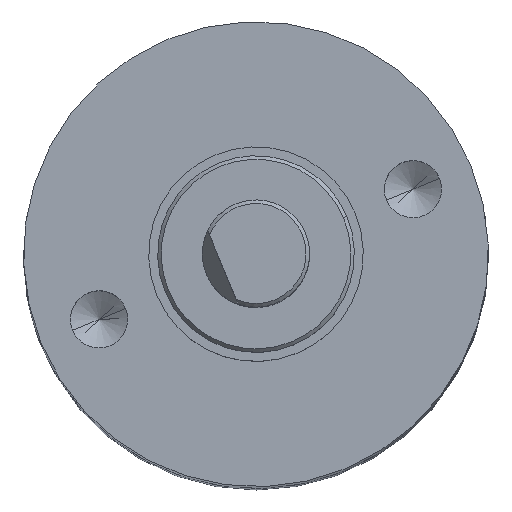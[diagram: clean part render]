
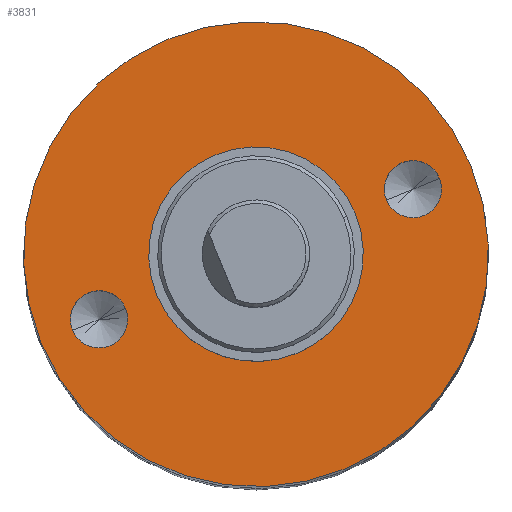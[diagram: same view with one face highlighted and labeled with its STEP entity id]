
A CAD part, top view. The second image highlights one B-rep face of the part: STEP entity #3831.
In plain terms, the highlighted face is planar.
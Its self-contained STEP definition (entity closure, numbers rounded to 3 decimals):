
#69 = AXIS2_PLACEMENT_3D ( 'NONE', #4189, #1639, #4603 ) ;
#91 = EDGE_CURVE ( 'NONE', #5349, #4509, #4675, .T. ) ;
#104 = FACE_BOUND ( 'NONE', #2239, .T. ) ;
#173 = VERTEX_POINT ( 'NONE', #3607 ) ;
#243 = EDGE_LOOP ( 'NONE', ( #5164, #2049 ) ) ;
#247 = FACE_BOUND ( 'NONE', #3983, .T. ) ;
#552 = AXIS2_PLACEMENT_3D ( 'NONE', #3617, #1075, #4033 ) ;
#589 = DIRECTION ( 'NONE',  ( 0., 0., 1. ) ) ;
#629 = DIRECTION ( 'NONE',  ( 0., 0., -1. ) ) ;
#706 = CIRCLE ( 'NONE', #552, 0.8 ) ;
#726 = EDGE_CURVE ( 'NONE', #173, #2456, #3039, .T. ) ;
#753 = CARTESIAN_POINT ( 'NONE',  ( 5.55, 0., 0. ) ) ;
#786 = ORIENTED_EDGE ( 'NONE', *, *, #2174, .F. ) ;
#828 = AXIS2_PLACEMENT_3D ( 'NONE', #3197, #629, #3614 ) ;
#837 = ORIENTED_EDGE ( 'NONE', *, *, #91, .T. ) ;
#1075 = DIRECTION ( 'NONE',  ( 0., 0., -1. ) ) ;
#1084 = CARTESIAN_POINT ( 'NONE',  ( -5.55, 0., 0. ) ) ;
#1148 = CARTESIAN_POINT ( 'NONE',  ( -4.75, 0., 0. ) ) ;
#1218 = AXIS2_PLACEMENT_3D ( 'NONE', #1148, #4123, #1582 ) ;
#1251 = FACE_OUTER_BOUND ( 'NONE', #243, .T. ) ;
#1282 = CIRCLE ( 'NONE', #828, 0.8 ) ;
#1289 = DIRECTION ( 'NONE',  ( 0., 0., 1. ) ) ;
#1397 = EDGE_CURVE ( 'NONE', #3800, #3175, #3353, .T. ) ;
#1438 = DIRECTION ( 'NONE',  ( 0., 0., 1. ) ) ;
#1582 = DIRECTION ( 'NONE',  ( -1., 0., 0. ) ) ;
#1639 = DIRECTION ( 'NONE',  ( 0., 0., -1. ) ) ;
#1709 = EDGE_CURVE ( 'NONE', #3175, #3800, #1282, .T. ) ;
#1748 = AXIS2_PLACEMENT_3D ( 'NONE', #3145, #589, #3564 ) ;
#1988 = CIRCLE ( 'NONE', #2808, 6.5 ) ;
#2049 = ORIENTED_EDGE ( 'NONE', *, *, #3357, .F. ) ;
#2141 = CARTESIAN_POINT ( 'NONE',  ( 0., 0., 0. ) ) ;
#2174 = EDGE_CURVE ( 'NONE', #4562, #4029, #3747, .T. ) ;
#2239 = EDGE_LOOP ( 'NONE', ( #786, #2650 ) ) ;
#2391 = FACE_BOUND ( 'NONE', #2537, .T. ) ;
#2456 = VERTEX_POINT ( 'NONE', #2710 ) ;
#2496 = DIRECTION ( 'NONE',  ( 0., 0., 1. ) ) ;
#2537 = EDGE_LOOP ( 'NONE', ( #837, #5434 ) ) ;
#2576 = DIRECTION ( 'NONE',  ( 1., 0., 0. ) ) ;
#2650 = ORIENTED_EDGE ( 'NONE', *, *, #4520, .F. ) ;
#2694 = AXIS2_PLACEMENT_3D ( 'NONE', #3842, #1289, #4257 ) ;
#2710 = CARTESIAN_POINT ( 'NONE',  ( 6.5, 0., 0. ) ) ;
#2808 = AXIS2_PLACEMENT_3D ( 'NONE', #2141, #5100, #2576 ) ;
#2912 = PLANE ( 'NONE',  #4565 ) ;
#2948 = EDGE_CURVE ( 'NONE', #4509, #5349, #4892, .T. ) ;
#3039 = CIRCLE ( 'NONE', #2694, 6.5 ) ;
#3145 = CARTESIAN_POINT ( 'NONE',  ( 0., 0., 0. ) ) ;
#3175 = VERTEX_POINT ( 'NONE', #4972 ) ;
#3197 = CARTESIAN_POINT ( 'NONE',  ( 4.75, 0., 0. ) ) ;
#3353 = CIRCLE ( 'NONE', #69, 0.8 ) ;
#3357 = EDGE_CURVE ( 'NONE', #2456, #173, #1988, .T. ) ;
#3564 = DIRECTION ( 'NONE',  ( 1., 0., 0. ) ) ;
#3607 = CARTESIAN_POINT ( 'NONE',  ( -6.5, 0., 0. ) ) ;
#3614 = DIRECTION ( 'NONE',  ( -1., 0., 0. ) ) ;
#3617 = CARTESIAN_POINT ( 'NONE',  ( -4.75, 0., 0. ) ) ;
#3726 = CARTESIAN_POINT ( 'NONE',  ( 3., 0., 0. ) ) ;
#3747 = CIRCLE ( 'NONE', #1218, 0.8 ) ;
#3791 = ORIENTED_EDGE ( 'NONE', *, *, #1397, .F. ) ;
#3800 = VERTEX_POINT ( 'NONE', #753 ) ;
#3831 = ADVANCED_FACE ( 'NONE', ( #247, #104, #2391, #1251 ), #2912, .F. ) ;
#3842 = CARTESIAN_POINT ( 'NONE',  ( 0., 0., 0. ) ) ;
#3983 = EDGE_LOOP ( 'NONE', ( #3989, #3791 ) ) ;
#3987 = CARTESIAN_POINT ( 'NONE',  ( 0., 0., 0. ) ) ;
#3989 = ORIENTED_EDGE ( 'NONE', *, *, #1709, .F. ) ;
#4029 = VERTEX_POINT ( 'NONE', #5185 ) ;
#4033 = DIRECTION ( 'NONE',  ( -1., 0., 0. ) ) ;
#4123 = DIRECTION ( 'NONE',  ( 0., 0., -1. ) ) ;
#4134 = AXIS2_PLACEMENT_3D ( 'NONE', #3987, #1438, #4400 ) ;
#4172 = CARTESIAN_POINT ( 'NONE',  ( 0., 0., 0. ) ) ;
#4189 = CARTESIAN_POINT ( 'NONE',  ( 4.75, 0., 0. ) ) ;
#4257 = DIRECTION ( 'NONE',  ( 1., 0., 0. ) ) ;
#4400 = DIRECTION ( 'NONE',  ( 1., 0., 0. ) ) ;
#4509 = VERTEX_POINT ( 'NONE', #5289 ) ;
#4520 = EDGE_CURVE ( 'NONE', #4029, #4562, #706, .T. ) ;
#4562 = VERTEX_POINT ( 'NONE', #1084 ) ;
#4565 = AXIS2_PLACEMENT_3D ( 'NONE', #4172, #2496, #5446 ) ;
#4603 = DIRECTION ( 'NONE',  ( -1., 0., 0. ) ) ;
#4675 = CIRCLE ( 'NONE', #1748, 3. ) ;
#4892 = CIRCLE ( 'NONE', #4134, 3. ) ;
#4972 = CARTESIAN_POINT ( 'NONE',  ( 3.95, 0., 0. ) ) ;
#5100 = DIRECTION ( 'NONE',  ( 0., 0., 1. ) ) ;
#5164 = ORIENTED_EDGE ( 'NONE', *, *, #726, .F. ) ;
#5185 = CARTESIAN_POINT ( 'NONE',  ( -3.95, 0., 0. ) ) ;
#5289 = CARTESIAN_POINT ( 'NONE',  ( -3., 0., 0. ) ) ;
#5349 = VERTEX_POINT ( 'NONE', #3726 ) ;
#5434 = ORIENTED_EDGE ( 'NONE', *, *, #2948, .T. ) ;
#5446 = DIRECTION ( 'NONE',  ( 1., 0., 0. ) ) ;
